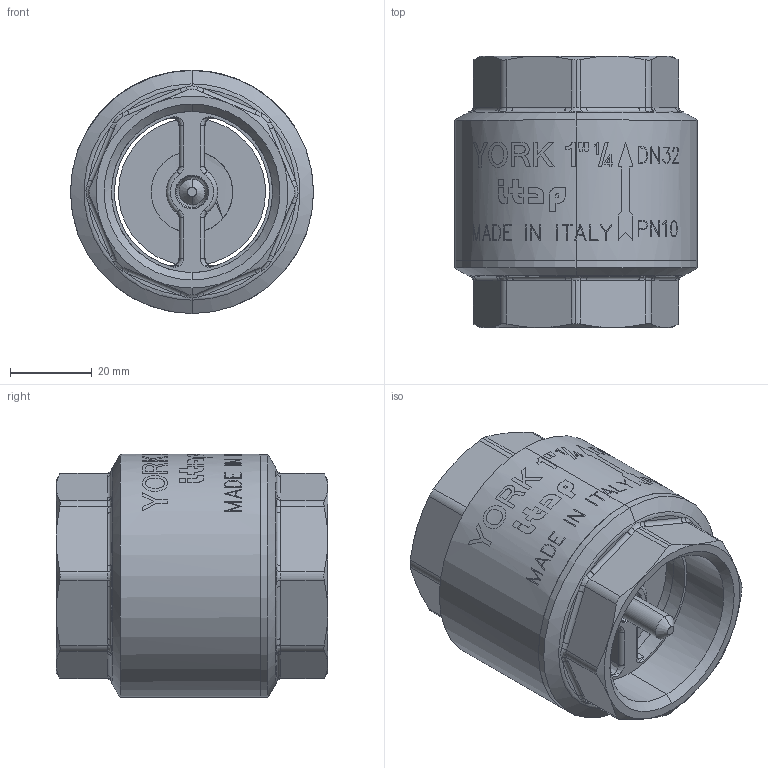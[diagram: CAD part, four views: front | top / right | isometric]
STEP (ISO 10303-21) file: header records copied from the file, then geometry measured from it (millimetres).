
FILE_DESCRIPTION (( 'STEP AP214' ), '1' );
FILE_NAME ('IT-YORK10307.STEP', '2018-09-24T08:44:06', ( '' ), ( '' ), 'SwSTEP 2.0', 'SolidWorks 2018', '' );
FILE_SCHEMA (( 'AUTOMOTIVE_DESIGN' ));
Length unit declared in the file: millimetre
Products named in the file (1): IT-YORK10307
Bounding box: 59.5 x 66.48 x 59.5 mm (x, y, z)
Surface area: 27083.6 mm2 (no closed solid volume)
Topology: 0 solids, 5 shells, 301 faces, 1186 edges, 928 vertices
Faces by surface type: cylinder 107, bspline 90, plane 48, cone 40, torus 16
Entity records: 22274 total; most frequent: CARTESIAN_POINT 14853, ORIENTED_EDGE 2296, EDGE_CURVE 1182, B_SPLINE_CURVE_WITH_KNOTS 1117, VERTEX_POINT 928, DIRECTION 424, EDGE_LOOP 353, FACE_OUTER_BOUND 301
